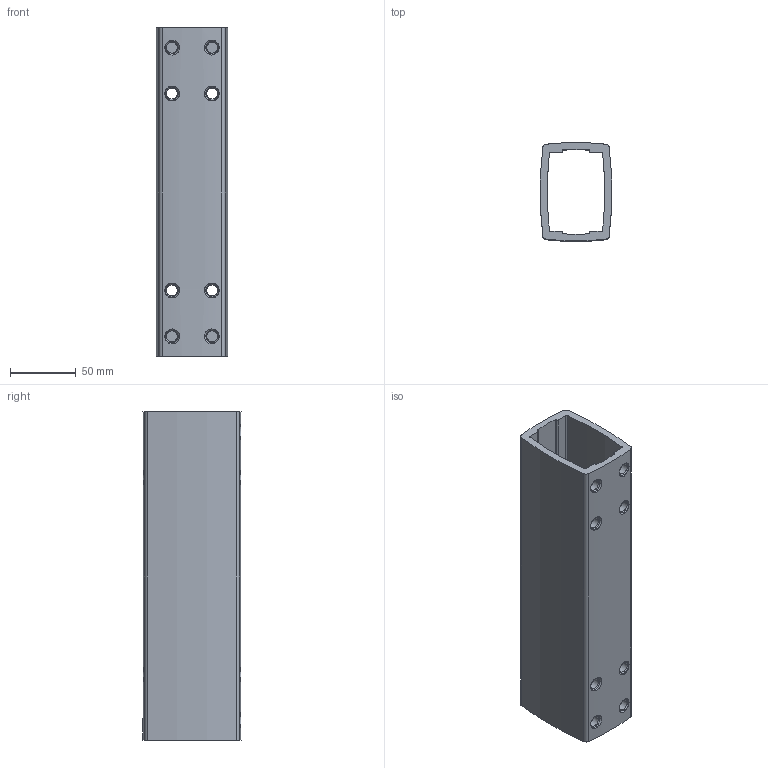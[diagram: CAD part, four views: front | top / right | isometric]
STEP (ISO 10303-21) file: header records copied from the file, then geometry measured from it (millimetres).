
FILE_DESCRIPTION((''),'2;1');
FILE_NAME('9524700001_ASM','2015-07-15T',('Falk.Schoember'),(''),'PRO/ENGINEER BY PARAMETRIC TECHNOLOGY CORPORATION, 2012360','PRO/ENGINEER BY PARAMETRIC TECHNOLOGY CORPORATION, 2012360','');
FILE_SCHEMA(('AUTOMOTIVE_DESIGN { 1 0 10303 214 1 1 1 1 }'));
Length unit declared in the file: millimetre
Products named in the file (2): 9206083000_AF0; 9524700001_ASM
Assembly tree (1 placements, depth 2):
  9524700001_ASM
    9206083000_AF0
Bounding box: 54.5 x 74.71 x 250 mm (x, y, z)
Volume: 311583 mm3; surface area: 221959.7 mm2
Topology: 1 solids, 14 shells, 140 faces, 512 edges, 364 vertices
Faces by surface type: cylinder 80, cone 32, plane 28
Entity records: 8068 total; most frequent: CARTESIAN_POINT 1863, DIRECTION 974, ORIENTED_EDGE 852, EDGE_CURVE 512, AXIS2_PLACEMENT_3D 391, VERTEX_POINT 364, PRESENTATION_STYLE_ASSIGNMENT 275, STYLED_ITEM 275
